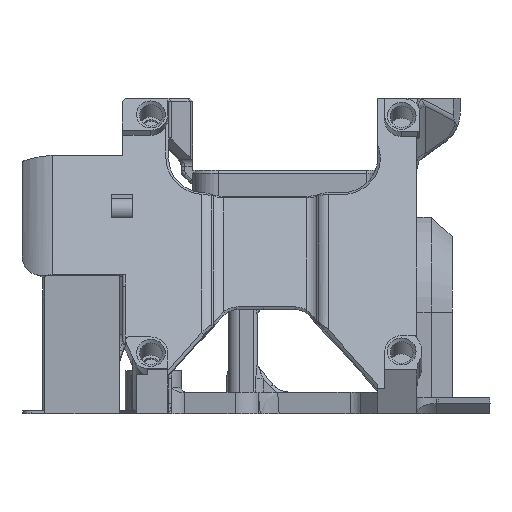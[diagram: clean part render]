
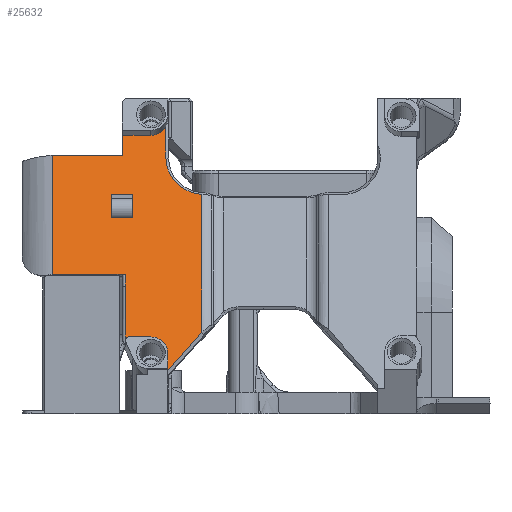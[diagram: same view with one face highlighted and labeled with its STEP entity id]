
A CAD part, left-side view. The second image highlights one B-rep face of the part: STEP entity #25632.
In plain terms, the highlighted planar face has unit normal (-0.94, 0, 0.342).
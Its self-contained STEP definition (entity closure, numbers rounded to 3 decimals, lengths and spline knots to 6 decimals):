
#997=LINE('',#37453,#2717);
#998=LINE('',#37456,#2718);
#999=LINE('',#37458,#2719);
#1000=LINE('',#37460,#2720);
#1001=LINE('',#37461,#2721);
#1002=LINE('',#37466,#2722);
#1003=LINE('',#37470,#2723);
#1004=LINE('',#37472,#2724);
#1005=LINE('',#37474,#2725);
#1006=LINE('',#37478,#2726);
#1007=LINE('',#37482,#2727);
#1008=LINE('',#37489,#2728);
#1009=LINE('',#37491,#2729);
#1010=LINE('',#37493,#2730);
#1011=LINE('',#37495,#2731);
#2717=VECTOR('',#30183,1.);
#2718=VECTOR('',#30184,1.);
#2719=VECTOR('',#30185,1.);
#2720=VECTOR('',#30186,1.);
#2721=VECTOR('',#30187,1.);
#2722=VECTOR('',#30190,1.);
#2723=VECTOR('',#30193,1.);
#2724=VECTOR('',#30194,1.);
#2725=VECTOR('',#30195,1.);
#2726=VECTOR('',#30198,1.);
#2727=VECTOR('',#30201,1.);
#2728=VECTOR('',#30202,1.);
#2729=VECTOR('',#30203,1.);
#2730=VECTOR('',#30204,1.);
#2731=VECTOR('',#30205,1.);
#4256=PLANE('',#27325);
#4808=CIRCLE('',#27326,0.0005);
#4809=CIRCLE('',#27327,0.00235);
#4810=CIRCLE('',#27328,0.0054);
#4811=CIRCLE('',#27329,0.00235);
#6282=ORIENTED_EDGE('',*,*,#14288,.F.);
#6283=ORIENTED_EDGE('',*,*,#14289,.T.);
#6284=ORIENTED_EDGE('',*,*,#14290,.T.);
#6285=ORIENTED_EDGE('',*,*,#14291,.T.);
#6286=ORIENTED_EDGE('',*,*,#14292,.T.);
#6287=ORIENTED_EDGE('',*,*,#14293,.F.);
#6288=ORIENTED_EDGE('',*,*,#14294,.T.);
#6289=ORIENTED_EDGE('',*,*,#14295,.F.);
#6290=ORIENTED_EDGE('',*,*,#14296,.F.);
#6291=ORIENTED_EDGE('',*,*,#14297,.T.);
#6292=ORIENTED_EDGE('',*,*,#14298,.T.);
#6293=ORIENTED_EDGE('',*,*,#14299,.T.);
#6294=ORIENTED_EDGE('',*,*,#14300,.T.);
#6295=ORIENTED_EDGE('',*,*,#14301,.F.);
#6296=ORIENTED_EDGE('',*,*,#14302,.F.);
#6297=ORIENTED_EDGE('',*,*,#14303,.F.);
#6298=ORIENTED_EDGE('',*,*,#14304,.F.);
#6299=ORIENTED_EDGE('',*,*,#14305,.F.);
#6300=ORIENTED_EDGE('',*,*,#14306,.F.);
#6301=ORIENTED_EDGE('',*,*,#14307,.F.);
#6302=ORIENTED_EDGE('',*,*,#14308,.T.);
#14288=EDGE_CURVE('',#18297,#18298,#997,.T.);
#14289=EDGE_CURVE('',#18297,#18299,#998,.T.);
#14290=EDGE_CURVE('',#18299,#18300,#999,.T.);
#14291=EDGE_CURVE('',#18300,#18298,#1000,.T.);
#14292=EDGE_CURVE('',#18301,#18302,#1001,.F.);
#14293=EDGE_CURVE('',#18303,#18302,#4808,.F.);
#14294=EDGE_CURVE('',#18303,#18304,#1002,.T.);
#14295=EDGE_CURVE('',#18305,#18304,#4809,.T.);
#14296=EDGE_CURVE('',#18306,#18305,#1003,.T.);
#14297=EDGE_CURVE('',#18306,#18307,#1004,.T.);
#14298=EDGE_CURVE('',#18307,#18308,#1005,.T.);
#14299=EDGE_CURVE('',#18308,#18309,#4810,.T.);
#14300=EDGE_CURVE('',#18309,#18310,#1006,.T.);
#14301=EDGE_CURVE('',#18311,#18310,#4811,.T.);
#14302=EDGE_CURVE('',#18312,#18311,#1007,.T.);
#14303=EDGE_CURVE('',#18313,#18312,#20608,.F.);
#14304=EDGE_CURVE('',#18314,#18313,#1008,.T.);
#14305=EDGE_CURVE('',#18315,#18314,#1009,.T.);
#14306=EDGE_CURVE('',#18316,#18315,#1010,.T.);
#14307=EDGE_CURVE('',#18317,#18316,#1011,.T.);
#14308=EDGE_CURVE('',#18317,#18301,#20609,.T.);
#18297=VERTEX_POINT('',#37454);
#18298=VERTEX_POINT('',#37455);
#18299=VERTEX_POINT('',#37457);
#18300=VERTEX_POINT('',#37459);
#18301=VERTEX_POINT('',#37462);
#18302=VERTEX_POINT('',#37463);
#18303=VERTEX_POINT('',#37465);
#18304=VERTEX_POINT('',#37467);
#18305=VERTEX_POINT('',#37469);
#18306=VERTEX_POINT('',#37471);
#18307=VERTEX_POINT('',#37473);
#18308=VERTEX_POINT('',#37475);
#18309=VERTEX_POINT('',#37477);
#18310=VERTEX_POINT('',#37479);
#18311=VERTEX_POINT('',#37481);
#18312=VERTEX_POINT('',#37483);
#18313=VERTEX_POINT('',#37488);
#18314=VERTEX_POINT('',#37490);
#18315=VERTEX_POINT('',#37492);
#18316=VERTEX_POINT('',#37494);
#18317=VERTEX_POINT('',#37496);
#20608=B_SPLINE_CURVE_WITH_KNOTS('',3,(#37484,#37485,#37486,#37487),
 .UNSPECIFIED.,.F.,.F.,(4,4),(0.,0.06),.UNSPECIFIED.);
#20609=B_SPLINE_CURVE_WITH_KNOTS('',3,(#37497,#37498,#37499,#37500),
 .UNSPECIFIED.,.F.,.F.,(4,4),(0.020289,0.022037),
 .UNSPECIFIED.);
#21698=EDGE_LOOP('',(#6282,#6283,#6284,#6285));
#21699=EDGE_LOOP('',(#6286,#6287,#6288,#6289,#6290,#6291,#6292,#6293,#6294,
#6295,#6296,#6297,#6298,#6299,#6300,#6301,#6302));
#23405=FACE_BOUND('',#21698,.T.);
#23406=FACE_BOUND('',#21699,.T.);
#25632=ADVANCED_FACE('',(#23405,#23406),#4256,.T.);
#27325=AXIS2_PLACEMENT_3D('',#37452,#30181,#30182);
#27326=AXIS2_PLACEMENT_3D('',#37464,#30188,#30189);
#27327=AXIS2_PLACEMENT_3D('',#37468,#30191,#30192);
#27328=AXIS2_PLACEMENT_3D('',#37476,#30196,#30197);
#27329=AXIS2_PLACEMENT_3D('',#37480,#30199,#30200);
#30181=DIRECTION('',(-0.94,0.,0.342));
#30182=DIRECTION('',(-0.342,0.,-0.94));
#30183=DIRECTION('',(0.342,0.,0.94));
#30184=DIRECTION('',(0.,1.,0.));
#30185=DIRECTION('',(0.342,0.,0.94));
#30186=DIRECTION('',(0.,-1.,0.));
#30187=DIRECTION('',(0.342,0.,0.94));
#30188=DIRECTION('',(0.94,0.,-0.342));
#30189=DIRECTION('',(0.342,0.,0.94));
#30190=DIRECTION('',(0.,-1.,0.));
#30191=DIRECTION('',(-0.94,0.,0.342));
#30192=DIRECTION('',(-0.342,0.,-0.94));
#30193=DIRECTION('',(0.342,0.,0.94));
#30194=DIRECTION('',(0.262,-0.643,0.72));
#30195=DIRECTION('',(0.342,0.,0.94));
#30196=DIRECTION('',(0.94,0.,-0.342));
#30197=DIRECTION('',(0.342,0.,0.94));
#30198=DIRECTION('',(0.342,0.,0.94));
#30199=DIRECTION('',(-0.94,0.,0.342));
#30200=DIRECTION('',(-0.342,0.,-0.94));
#30201=DIRECTION('',(0.,-1.,0.));
#30202=DIRECTION('',(0.342,0.,0.94));
#30203=DIRECTION('',(0.,-1.,0.));
#30204=DIRECTION('',(0.342,0.,0.94));
#30205=DIRECTION('',(0.,1.,0.));
#37452=CARTESIAN_POINT('',(-0.143233,0.143625,0.007513));
#37453=CARTESIAN_POINT('',(-0.143233,0.146125,0.007513));
#37454=CARTESIAN_POINT('',(-0.136025,0.146125,0.027318));
#37455=CARTESIAN_POINT('',(-0.134842,0.146125,0.03057));
#37456=CARTESIAN_POINT('',(-0.136025,0.149125,0.027318));
#37457=CARTESIAN_POINT('',(-0.136025,0.149125,0.027318));
#37458=CARTESIAN_POINT('',(-0.143233,0.149125,0.007513));
#37459=CARTESIAN_POINT('',(-0.134842,0.149125,0.03057));
#37460=CARTESIAN_POINT('',(-0.134842,0.146125,0.03057));
#37461=CARTESIAN_POINT('',(-0.143233,0.147174,0.007513));
#37462=CARTESIAN_POINT('',(-0.139495,0.147174,0.017785));
#37463=CARTESIAN_POINT('',(-0.142438,0.147174,0.009699));
#37464=CARTESIAN_POINT('',(-0.142498,0.146706,0.009534));
#37465=CARTESIAN_POINT('',(-0.142327,0.146706,0.010004));
#37466=CARTESIAN_POINT('',(-0.142327,0.143625,0.010004));
#37467=CARTESIAN_POINT('',(-0.142327,0.143625,0.010004));
#37468=CARTESIAN_POINT('',(-0.143131,0.143625,0.007795));
#37469=CARTESIAN_POINT('',(-0.143131,0.141275,0.007795));
#37470=CARTESIAN_POINT('',(-0.130237,0.141275,0.043222));
#37471=CARTESIAN_POINT('',(-0.143766,0.141275,0.006051));
#37472=CARTESIAN_POINT('',(-0.143849,0.14148,0.005822));
#37473=CARTESIAN_POINT('',(-0.141835,0.136539,0.011354));
#37474=CARTESIAN_POINT('',(-0.143233,0.136539,0.007513));
#37475=CARTESIAN_POINT('',(-0.134831,0.136539,0.0306));
#37476=CARTESIAN_POINT('',(-0.132989,0.136125,0.035659));
#37477=CARTESIAN_POINT('',(-0.132989,0.141525,0.035659));
#37478=CARTESIAN_POINT('',(-0.143233,0.141525,0.007513));
#37479=CARTESIAN_POINT('',(-0.131384,0.141525,0.040069));
#37480=CARTESIAN_POINT('',(-0.131023,0.143625,0.04106));
#37481=CARTESIAN_POINT('',(-0.131827,0.143625,0.038852));
#37482=CARTESIAN_POINT('',(-0.131827,0.143625,0.038852));
#37483=CARTESIAN_POINT('',(-0.131827,0.146125,0.038852));
#37484=CARTESIAN_POINT('',(-0.131827,0.146125,0.038852));
#37485=CARTESIAN_POINT('',(-0.131827,0.146625,0.038852));
#37486=CARTESIAN_POINT('',(-0.131827,0.147125,0.038852));
#37487=CARTESIAN_POINT('',(-0.131827,0.147625,0.038852));
#37488=CARTESIAN_POINT('',(-0.131827,0.147625,0.038852));
#37489=CARTESIAN_POINT('',(-0.143233,0.147625,0.007513));
#37490=CARTESIAN_POINT('',(-0.132846,0.147625,0.036052));
#37491=CARTESIAN_POINT('',(-0.132846,0.147125,0.036052));
#37492=CARTESIAN_POINT('',(-0.132846,0.157406,0.036052));
#37493=CARTESIAN_POINT('',(-0.138898,0.157406,0.019425));
#37494=CARTESIAN_POINT('',(-0.138898,0.157406,0.019425));
#37495=CARTESIAN_POINT('',(-0.138898,0.147125,0.019425));
#37496=CARTESIAN_POINT('',(-0.138898,0.147223,0.019425));
#37497=CARTESIAN_POINT('',(-0.138898,0.147223,0.019425));
#37498=CARTESIAN_POINT('',(-0.139097,0.147213,0.018878));
#37499=CARTESIAN_POINT('',(-0.139295,0.147174,0.018333));
#37500=CARTESIAN_POINT('',(-0.139495,0.147174,0.017785));
